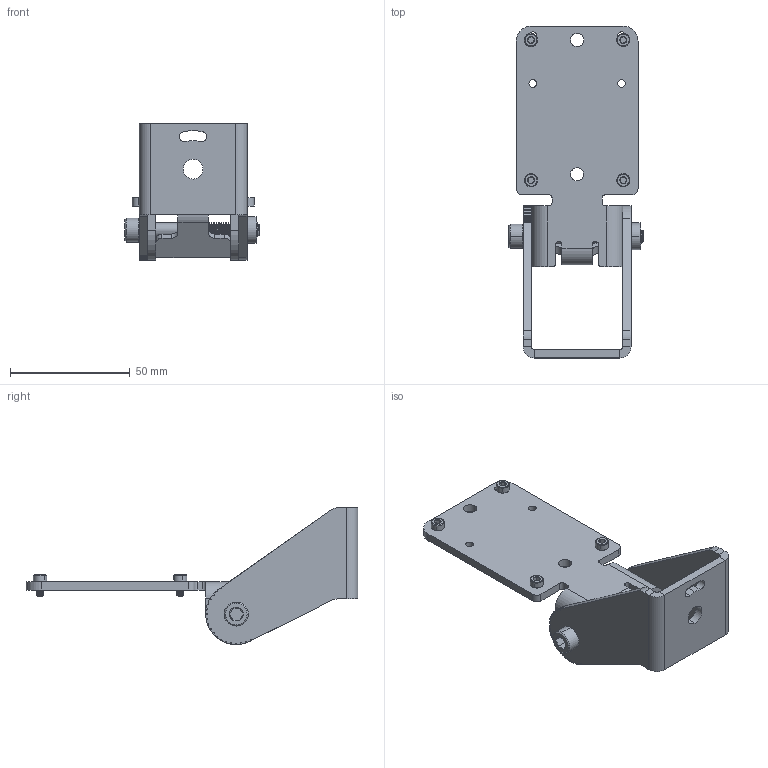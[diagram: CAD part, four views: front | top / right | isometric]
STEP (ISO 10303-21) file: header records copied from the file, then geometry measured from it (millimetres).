
FILE_DESCRIPTION (( 'STEP AP203' ), '1' );
FILE_NAME ('PTU-BK.STEP', '2021-08-31T13:38:40', ( '' ), ( '' ), 'SwSTEP 2.0', 'SolidWorks 2020', '' );
FILE_SCHEMA (( 'CONFIG_CONTROL_DESIGN' ));
Length unit declared in the file: inch
Products named in the file (7): SP-M6-2; 91292A111_91292A111; 200411; PTU-BK; 91292A144_91292A144; 200301; 200300_BOM
Assembly tree (9 placements, depth 3):
  PTU-BK
    200300_BOM
      200301
      SP-M6-2
    200411
    91292A144_91292A144
    91292A111_91292A111  x4
Bounding box: 56 x 138.51 x 57.15 mm (x, y, z)
Volume: 39981.2 mm3; surface area: 28574.7 mm2
Topology: 8 solids, 8 shells, 748 faces, 2001 edges, 1288 vertices
Faces by surface type: cylinder 452, plane 205, cone 80, bspline 11
Entity records: 22372 total; most frequent: CARTESIAN_POINT 8719, ORIENTED_EDGE 2796, DIRECTION 2674, EDGE_CURVE 1398, AXIS2_PLACEMENT_3D 974, VERTEX_POINT 904, VECTOR 726, LINE 726
